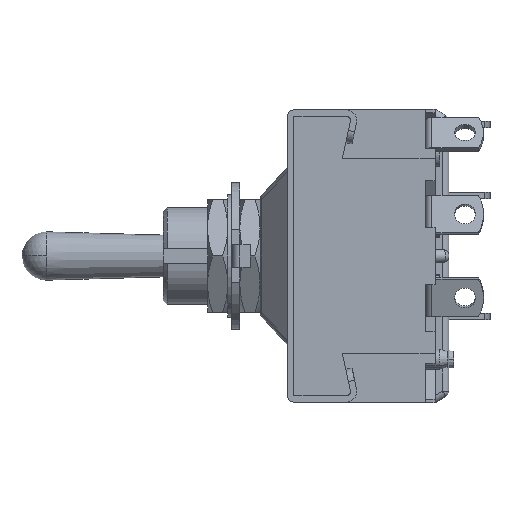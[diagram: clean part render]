
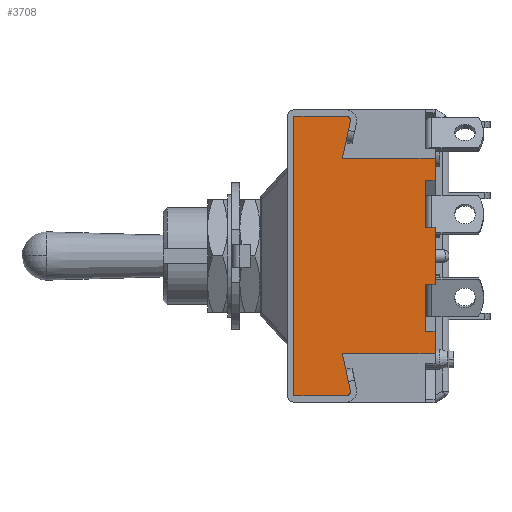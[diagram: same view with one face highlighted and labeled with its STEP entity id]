
A CAD part, left-side view. The second image highlights one B-rep face of the part: STEP entity #3708.
In plain terms, the highlighted planar face has unit normal (-1, 0, 0).
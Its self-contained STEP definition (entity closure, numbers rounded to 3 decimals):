
#19 = DIRECTION ( 'NONE',  ( 0., -1., 0. ) ) ;
#42 = EDGE_CURVE ( 'NONE', #10075, #4391, #8143, .T. ) ;
#108 = CARTESIAN_POINT ( 'NONE',  ( -16.5, -16.3, -3.568 ) ) ;
#160 = VECTOR ( 'NONE', #6277, 1000. ) ;
#206 = ORIENTED_EDGE ( 'NONE', *, *, #8105, .T. ) ;
#420 = EDGE_CURVE ( 'NONE', #5435, #799, #1733, .T. ) ;
#432 = LINE ( 'NONE', #10194, #7019 ) ;
#502 = LINE ( 'NONE', #6195, #9861 ) ;
#540 = DIRECTION ( 'NONE',  ( 0., -1., 0. ) ) ;
#553 = VERTEX_POINT ( 'NONE', #986 ) ;
#728 = EDGE_CURVE ( 'NONE', #10821, #4391, #2818, .T. ) ;
#799 = VERTEX_POINT ( 'NONE', #1471 ) ;
#800 = VERTEX_POINT ( 'NONE', #2299 ) ;
#936 = VERTEX_POINT ( 'NONE', #1603 ) ;
#986 = CARTESIAN_POINT ( 'NONE',  ( -16.5, -17.5, 12.1 ) ) ;
#1024 = CARTESIAN_POINT ( 'NONE',  ( -16.5, -16.3, -9.325 ) ) ;
#1158 = PLANE ( 'NONE',  #8651 ) ;
#1178 = DIRECTION ( 'NONE',  ( 0., 0., -1. ) ) ;
#1234 = VERTEX_POINT ( 'NONE', #3642 ) ;
#1287 = EDGE_LOOP ( 'NONE', ( #1609, #11941, #2854, #3355, #12074, #5061, #2918, #6724, #11407, #4713, #10776, #9707, #12065, #2422, #206, #9015, #4509, #3628, #3550 ) ) ;
#1319 = EDGE_CURVE ( 'NONE', #11747, #5435, #12130, .T. ) ;
#1395 = AXIS2_PLACEMENT_3D ( 'NONE', #12146, #2324, #1178 ) ;
#1407 = CARTESIAN_POINT ( 'NONE',  ( -16.5, -6.5, 17.3 ) ) ;
#1469 = DIRECTION ( 'NONE',  ( 0., 0., 1. ) ) ;
#1471 = CARTESIAN_POINT ( 'NONE',  ( -16.5, -17.5, 0. ) ) ;
#1520 = EDGE_CURVE ( 'NONE', #800, #10075, #1706, .T. ) ;
#1603 = CARTESIAN_POINT ( 'NONE',  ( -16.5, -17.5, -3.568 ) ) ;
#1609 = ORIENTED_EDGE ( 'NONE', *, *, #3990, .F. ) ;
#1706 = LINE ( 'NONE', #11938, #4667 ) ;
#1733 = LINE ( 'NONE', #7820, #11073 ) ;
#1823 = VECTOR ( 'NONE', #3491, 1000. ) ;
#1975 = EDGE_CURVE ( 'NONE', #6460, #1234, #7018, .T. ) ;
#1986 = CARTESIAN_POINT ( 'NONE',  ( -16.5, -6., 12.1 ) ) ;
#2007 = CARTESIAN_POINT ( 'NONE',  ( -16.5, -17.5, 0. ) ) ;
#2087 = CARTESIAN_POINT ( 'NONE',  ( -16.5, -6.5, 16.8 ) ) ;
#2299 = CARTESIAN_POINT ( 'NONE',  ( -16.5, -6.989, -16.695 ) ) ;
#2324 = DIRECTION ( 'NONE',  ( -1., 0., 0. ) ) ;
#2350 = DIRECTION ( 'NONE',  ( 0., -1., 0. ) ) ;
#2422 = ORIENTED_EDGE ( 'NONE', *, *, #5546, .F. ) ;
#2818 = LINE ( 'NONE', #8194, #160 ) ;
#2854 = ORIENTED_EDGE ( 'NONE', *, *, #5919, .T. ) ;
#2918 = ORIENTED_EDGE ( 'NONE', *, *, #7693, .T. ) ;
#2938 = DIRECTION ( 'NONE',  ( 0., -1., 0. ) ) ;
#2942 = VERTEX_POINT ( 'NONE', #1024 ) ;
#3001 = LINE ( 'NONE', #12431, #5673 ) ;
#3093 = VERTEX_POINT ( 'NONE', #4061 ) ;
#3143 = DIRECTION ( 'NONE',  ( 0., 0.21, -0.978 ) ) ;
#3355 = ORIENTED_EDGE ( 'NONE', *, *, #4784, .F. ) ;
#3384 = VECTOR ( 'NONE', #19, 1000. ) ;
#3491 = DIRECTION ( 'NONE',  ( 0., -1., 0. ) ) ;
#3519 = CARTESIAN_POINT ( 'NONE',  ( -16.5, -16.3, 9.325 ) ) ;
#3527 = DIRECTION ( 'NONE',  ( 0., -1., 0. ) ) ;
#3550 = ORIENTED_EDGE ( 'NONE', *, *, #728, .F. ) ;
#3618 = LINE ( 'NONE', #1986, #7359 ) ;
#3628 = ORIENTED_EDGE ( 'NONE', *, *, #42, .T. ) ;
#3642 = CARTESIAN_POINT ( 'NONE',  ( -16.5, -6.989, 16.695 ) ) ;
#3687 = CARTESIAN_POINT ( 'NONE',  ( -16.5, -16.3, 3.568 ) ) ;
#3708 = ADVANCED_FACE ( 'NONE', ( #11430 ), #1158, .T. ) ;
#3943 = CARTESIAN_POINT ( 'NONE',  ( -16.5, -17.5, 9.325 ) ) ;
#3990 = EDGE_CURVE ( 'NONE', #2942, #10821, #3001, .T. ) ;
#4061 = CARTESIAN_POINT ( 'NONE',  ( -16.5, -6., 12.1 ) ) ;
#4163 = VECTOR ( 'NONE', #1469, 1000. ) ;
#4391 = VERTEX_POINT ( 'NONE', #7232 ) ;
#4509 = ORIENTED_EDGE ( 'NONE', *, *, #1520, .T. ) ;
#4531 = CARTESIAN_POINT ( 'NONE',  ( -16.5, 0., 17.3 ) ) ;
#4667 = VECTOR ( 'NONE', #6258, 1000. ) ;
#4687 = CARTESIAN_POINT ( 'NONE',  ( -16.5, -16.3, 3.568 ) ) ;
#4713 = ORIENTED_EDGE ( 'NONE', *, *, #11895, .F. ) ;
#4784 = EDGE_CURVE ( 'NONE', #799, #936, #12153, .T. ) ;
#4947 = LINE ( 'NONE', #3519, #4163 ) ;
#5033 = AXIS2_PLACEMENT_3D ( 'NONE', #6963, #9811, #10931 ) ;
#5061 = ORIENTED_EDGE ( 'NONE', *, *, #1319, .F. ) ;
#5087 = CARTESIAN_POINT ( 'NONE',  ( -16.5, 0., -17.3 ) ) ;
#5309 = VECTOR ( 'NONE', #12560, 1000. ) ;
#5417 = CARTESIAN_POINT ( 'NONE',  ( -16.5, 0., 0. ) ) ;
#5435 = VERTEX_POINT ( 'NONE', #8162 ) ;
#5496 = DIRECTION ( 'NONE',  ( 0., 0., -1. ) ) ;
#5546 = EDGE_CURVE ( 'NONE', #5722, #8545, #6093, .T. ) ;
#5665 = CARTESIAN_POINT ( 'NONE',  ( -16.5, -16.3, -9.325 ) ) ;
#5673 = VECTOR ( 'NONE', #3527, 1000. ) ;
#5722 = VERTEX_POINT ( 'NONE', #6636 ) ;
#5784 = DIRECTION ( 'NONE',  ( 0., 0., -1. ) ) ;
#5919 = EDGE_CURVE ( 'NONE', #12522, #936, #12602, .T. ) ;
#6042 = CARTESIAN_POINT ( 'NONE',  ( -16.5, -6., -12.1 ) ) ;
#6093 = LINE ( 'NONE', #5417, #7971 ) ;
#6195 = CARTESIAN_POINT ( 'NONE',  ( -16.5, -16.3, 9.325 ) ) ;
#6258 = DIRECTION ( 'NONE',  ( 0., 0.21, 0.978 ) ) ;
#6277 = DIRECTION ( 'NONE',  ( 0., 0., -1. ) ) ;
#6413 = DIRECTION ( 'NONE',  ( 0., 0., 1. ) ) ;
#6460 = VERTEX_POINT ( 'NONE', #1407 ) ;
#6636 = CARTESIAN_POINT ( 'NONE',  ( -16.5, 0., -17.3 ) ) ;
#6724 = ORIENTED_EDGE ( 'NONE', *, *, #10891, .T. ) ;
#6888 = EDGE_CURVE ( 'NONE', #1234, #3093, #432, .T. ) ;
#6963 = CARTESIAN_POINT ( 'NONE',  ( -16.5, -6.5, 16.8 ) ) ;
#7018 = CIRCLE ( 'NONE', #5033, 0.5 ) ;
#7019 = VECTOR ( 'NONE', #3143, 1000. ) ;
#7047 = DIRECTION ( 'NONE',  ( 0., -1., 0. ) ) ;
#7144 = LINE ( 'NONE', #5087, #3384 ) ;
#7232 = CARTESIAN_POINT ( 'NONE',  ( -16.5, -17.5, -12.1 ) ) ;
#7359 = VECTOR ( 'NONE', #2938, 1000. ) ;
#7413 = CARTESIAN_POINT ( 'NONE',  ( -16.5, -16.3, -3.568 ) ) ;
#7693 = EDGE_CURVE ( 'NONE', #11747, #11884, #4947, .T. ) ;
#7820 = CARTESIAN_POINT ( 'NONE',  ( -16.5, -17.5, 0. ) ) ;
#7926 = CARTESIAN_POINT ( 'NONE',  ( -16.5, -16.3, 9.325 ) ) ;
#7971 = VECTOR ( 'NONE', #6413, 1000. ) ;
#8005 = LINE ( 'NONE', #2007, #8481 ) ;
#8105 = EDGE_CURVE ( 'NONE', #5722, #8610, #7144, .T. ) ;
#8143 = LINE ( 'NONE', #6042, #8763 ) ;
#8162 = CARTESIAN_POINT ( 'NONE',  ( -16.5, -17.5, 3.568 ) ) ;
#8194 = CARTESIAN_POINT ( 'NONE',  ( -16.5, -17.5, 0. ) ) ;
#8481 = VECTOR ( 'NONE', #10102, 1000. ) ;
#8545 = VERTEX_POINT ( 'NONE', #11712 ) ;
#8610 = VERTEX_POINT ( 'NONE', #8700 ) ;
#8651 = AXIS2_PLACEMENT_3D ( 'NONE', #2087, #9065, #12085 ) ;
#8700 = CARTESIAN_POINT ( 'NONE',  ( -16.5, -6.5, -17.3 ) ) ;
#8763 = VECTOR ( 'NONE', #7047, 1000. ) ;
#8910 = VECTOR ( 'NONE', #5784, 1000. ) ;
#8976 = VECTOR ( 'NONE', #5496, 1000. ) ;
#9015 = ORIENTED_EDGE ( 'NONE', *, *, #10200, .T. ) ;
#9022 = EDGE_CURVE ( 'NONE', #8545, #6460, #12083, .T. ) ;
#9065 = DIRECTION ( 'NONE',  ( -1., 0., 0. ) ) ;
#9110 = CARTESIAN_POINT ( 'NONE',  ( -16.5, -17.5, -9.325 ) ) ;
#9196 = VECTOR ( 'NONE', #540, 1000. ) ;
#9282 = CIRCLE ( 'NONE', #1395, 0.5 ) ;
#9298 = LINE ( 'NONE', #5665, #8976 ) ;
#9707 = ORIENTED_EDGE ( 'NONE', *, *, #1975, .F. ) ;
#9811 = DIRECTION ( 'NONE',  ( 1., 0., 0. ) ) ;
#9831 = EDGE_CURVE ( 'NONE', #12522, #2942, #9298, .T. ) ;
#9859 = CARTESIAN_POINT ( 'NONE',  ( -16.5, -17.5, 0. ) ) ;
#9861 = VECTOR ( 'NONE', #2350, 1000. ) ;
#10075 = VERTEX_POINT ( 'NONE', #11892 ) ;
#10102 = DIRECTION ( 'NONE',  ( 0., 0., -1. ) ) ;
#10194 = CARTESIAN_POINT ( 'NONE',  ( -16.5, -6.989, 16.695 ) ) ;
#10200 = EDGE_CURVE ( 'NONE', #8610, #800, #9282, .T. ) ;
#10674 = DIRECTION ( 'NONE',  ( 0., 0., -1. ) ) ;
#10776 = ORIENTED_EDGE ( 'NONE', *, *, #6888, .F. ) ;
#10783 = EDGE_CURVE ( 'NONE', #553, #12631, #8005, .T. ) ;
#10821 = VERTEX_POINT ( 'NONE', #9110 ) ;
#10891 = EDGE_CURVE ( 'NONE', #11884, #12631, #502, .T. ) ;
#10931 = DIRECTION ( 'NONE',  ( 0., 0., 1. ) ) ;
#11073 = VECTOR ( 'NONE', #10674, 1000. ) ;
#11407 = ORIENTED_EDGE ( 'NONE', *, *, #10783, .F. ) ;
#11430 = FACE_OUTER_BOUND ( 'NONE', #1287, .T. ) ;
#11712 = CARTESIAN_POINT ( 'NONE',  ( -16.5, 0., 17.3 ) ) ;
#11747 = VERTEX_POINT ( 'NONE', #4687 ) ;
#11884 = VERTEX_POINT ( 'NONE', #7926 ) ;
#11892 = CARTESIAN_POINT ( 'NONE',  ( -16.5, -6., -12.1 ) ) ;
#11895 = EDGE_CURVE ( 'NONE', #3093, #553, #3618, .T. ) ;
#11938 = CARTESIAN_POINT ( 'NONE',  ( -16.5, -6.989, -16.695 ) ) ;
#11941 = ORIENTED_EDGE ( 'NONE', *, *, #9831, .F. ) ;
#12065 = ORIENTED_EDGE ( 'NONE', *, *, #9022, .F. ) ;
#12074 = ORIENTED_EDGE ( 'NONE', *, *, #420, .F. ) ;
#12083 = LINE ( 'NONE', #4531, #1823 ) ;
#12085 = DIRECTION ( 'NONE',  ( 0., 0., 1. ) ) ;
#12130 = LINE ( 'NONE', #3687, #5309 ) ;
#12146 = CARTESIAN_POINT ( 'NONE',  ( -16.5, -6.5, -16.8 ) ) ;
#12153 = LINE ( 'NONE', #9859, #8910 ) ;
#12431 = CARTESIAN_POINT ( 'NONE',  ( -16.5, -16.3, -9.325 ) ) ;
#12522 = VERTEX_POINT ( 'NONE', #108 ) ;
#12560 = DIRECTION ( 'NONE',  ( 0., -1., 0. ) ) ;
#12602 = LINE ( 'NONE', #7413, #9196 ) ;
#12631 = VERTEX_POINT ( 'NONE', #3943 ) ;
